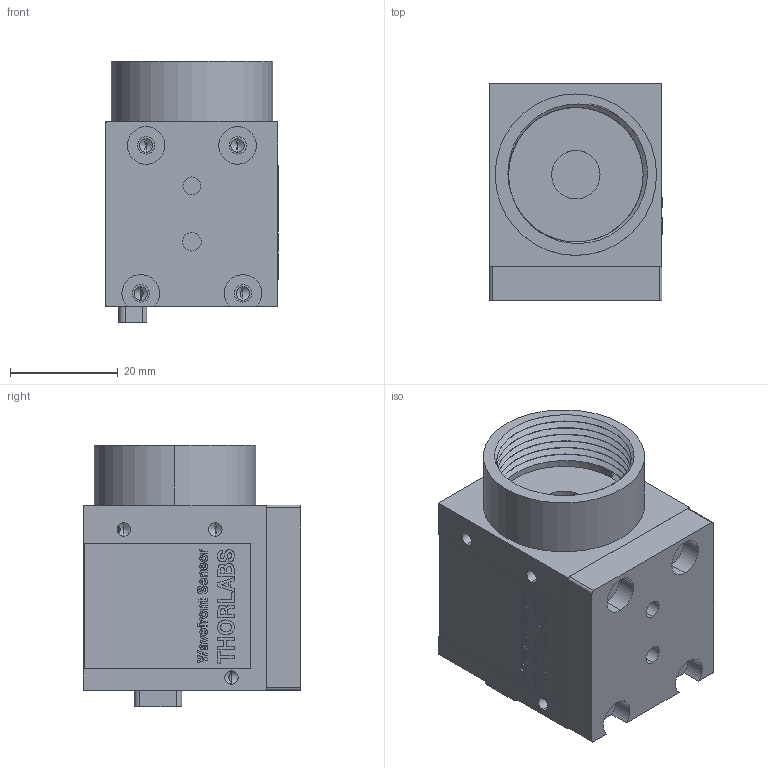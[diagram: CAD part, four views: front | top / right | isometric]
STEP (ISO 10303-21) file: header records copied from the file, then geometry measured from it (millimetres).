
FILE_DESCRIPTION (( 'STEP AP203' ), '1' );
FILE_NAME ('16204_17123 Wavefrontsensor mit Basisplatte.STEP', '2008-04-08T12:42:24', ( ' ' ), ( ' ' ), 'SwSTEP 2.0', 'SolidWorks 2008', '' );
FILE_SCHEMA (( 'CONFIG_CONTROL_DESIGN' ));
Length unit declared in the file: millimetre
Products named in the file (1): 16204_17123   Wavefrontsensor mit Basisplatte
Bounding box: 32.05 x 40.35 x 48.5 mm (x, y, z)
Volume: 44804.2 mm3; surface area: 14105.8 mm2
Topology: 3 solids, 3 shells, 908 faces, 2406 edges, 1568 vertices
Faces by surface type: plane 461, bspline 284, cylinder 123, cone 40
Entity records: 42782 total; most frequent: CARTESIAN_POINT 22180, ORIENTED_EDGE 4740, DIRECTION 3236, EDGE_CURVE 2370, VERTEX_POINT 1568, VECTOR 1548, LINE 1548, EDGE_LOOP 1030
